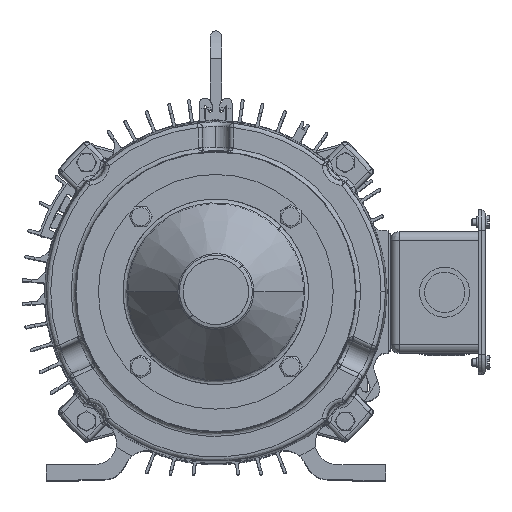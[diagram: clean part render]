
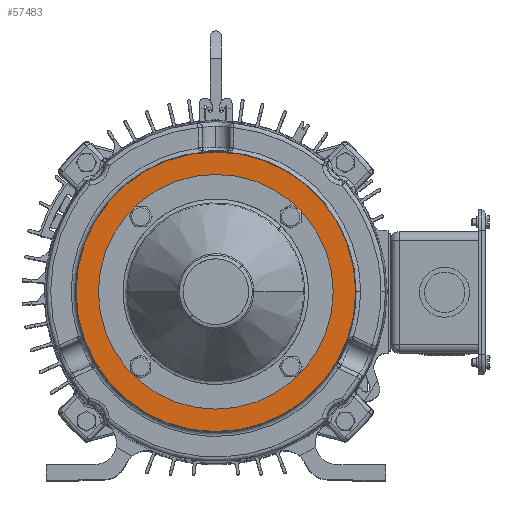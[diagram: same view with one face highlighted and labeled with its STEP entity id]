
A CAD part, top view. The second image highlights one B-rep face of the part: STEP entity #57483.
In plain terms, the highlighted planar face has unit normal (0, 0, 1).
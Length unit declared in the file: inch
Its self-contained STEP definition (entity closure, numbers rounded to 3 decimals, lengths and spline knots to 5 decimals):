
#128 = ORIENTED_EDGE ( 'NONE', *, *, #33864, .F. ) ;
#1483 = AXIS2_PLACEMENT_3D ( 'NONE', #34629, #3903, #52956 ) ;
#1639 = CARTESIAN_POINT ( 'NONE',  ( 1.92113, 2.07713, 1.1617 ) ) ;
#3903 = DIRECTION ( 'NONE',  ( 0., 0., 1. ) ) ;
#4131 = EDGE_CURVE ( 'NONE', #92269, #66536, #128744, .T. ) ;
#6005 = CARTESIAN_POINT ( 'NONE',  ( -3.87113, 0., 1.1617 ) ) ;
#7011 = CARTESIAN_POINT ( 'NONE',  ( 2.07713, -2.07713, 1.1617 ) ) ;
#10278 = EDGE_CURVE ( 'NONE', #13075, #90220, #158435, .T. ) ;
#11111 = VERTEX_POINT ( 'NONE', #83398 ) ;
#13075 = VERTEX_POINT ( 'NONE', #13574 ) ;
#13574 = CARTESIAN_POINT ( 'NONE',  ( -2.24925, 0., 1.1617 ) ) ;
#14133 = DIRECTION ( 'NONE',  ( 0., 0., 1. ) ) ;
#14360 = DIRECTION ( 'NONE',  ( 1., 0., 0. ) ) ;
#15684 = FACE_BOUND ( 'NONE', #145633, .T. ) ;
#16412 = CIRCLE ( 'NONE', #103418, 0.156 ) ;
#16426 = CARTESIAN_POINT ( 'NONE',  ( 0., 0., 1.1617 ) ) ;
#17058 = CARTESIAN_POINT ( 'NONE',  ( 1.92113, -2.07713, 1.1617 ) ) ;
#17111 = ORIENTED_EDGE ( 'NONE', *, *, #10278, .F. ) ;
#17602 = EDGE_CURVE ( 'NONE', #67080, #40141, #43208, .T. ) ;
#19534 = FACE_BOUND ( 'NONE', #57204, .T. ) ;
#20856 = CARTESIAN_POINT ( 'NONE',  ( -2.07713, -2.07713, 1.1617 ) ) ;
#21274 = EDGE_CURVE ( 'NONE', #90220, #13075, #87251, .T. ) ;
#23077 = AXIS2_PLACEMENT_3D ( 'NONE', #44259, #130202, #117255 ) ;
#26311 = VERTEX_POINT ( 'NONE', #101320 ) ;
#27224 = DIRECTION ( 'NONE',  ( 0., 0., 1. ) ) ;
#27397 = EDGE_LOOP ( 'NONE', ( #83736, #17111 ) ) ;
#29273 = CIRCLE ( 'NONE', #53296, 0.156 ) ;
#30423 = DIRECTION ( 'NONE',  ( 0., 0., -1. ) ) ;
#30795 = VERTEX_POINT ( 'NONE', #56013 ) ;
#31227 = DIRECTION ( 'NONE',  ( 1., 0., 0. ) ) ;
#32625 = CARTESIAN_POINT ( 'NONE',  ( 0., 4.5734, 1.1617 ) ) ;
#33864 = EDGE_CURVE ( 'NONE', #49629, #11111, #112901, .T. ) ;
#34629 = CARTESIAN_POINT ( 'NONE',  ( 2.07713, -2.07713, 1.1617 ) ) ;
#36112 = VERTEX_POINT ( 'NONE', #1639 ) ;
#37285 = ORIENTED_EDGE ( 'NONE', *, *, #93870, .F. ) ;
#38190 = ORIENTED_EDGE ( 'NONE', *, *, #119566, .F. ) ;
#38592 = CARTESIAN_POINT ( 'NONE',  ( 2.07713, 2.07713, 1.1617 ) ) ;
#40141 = VERTEX_POINT ( 'NONE', #68805 ) ;
#40529 = FACE_BOUND ( 'NONE', #130333, .T. ) ;
#40721 = AXIS2_PLACEMENT_3D ( 'NONE', #88014, #14133, #74029 ) ;
#42361 = ORIENTED_EDGE ( 'NONE', *, *, #4131, .F. ) ;
#43208 = CIRCLE ( 'NONE', #140328, 3.87113 ) ;
#43397 = CARTESIAN_POINT ( 'NONE',  ( 2.24925, 0., 1.1617 ) ) ;
#44259 = CARTESIAN_POINT ( 'NONE',  ( 2.07713, 2.07713, 1.1617 ) ) ;
#44956 = DIRECTION ( 'NONE',  ( 0., 0., -1. ) ) ;
#46021 = PLANE ( 'NONE',  #144083 ) ;
#46185 = CIRCLE ( 'NONE', #66831, 0.156 ) ;
#49629 = VERTEX_POINT ( 'NONE', #17058 ) ;
#52956 = DIRECTION ( 'NONE',  ( 1., 0., 0. ) ) ;
#52966 = ORIENTED_EDGE ( 'NONE', *, *, #77129, .F. ) ;
#53043 = AXIS2_PLACEMENT_3D ( 'NONE', #20856, #130476, #142350 ) ;
#53296 = AXIS2_PLACEMENT_3D ( 'NONE', #94673, #55880, #142287 ) ;
#55880 = DIRECTION ( 'NONE',  ( 0., 0., 1. ) ) ;
#56013 = CARTESIAN_POINT ( 'NONE',  ( -1.92113, 2.07713, 1.1617 ) ) ;
#57204 = EDGE_LOOP ( 'NONE', ( #106772, #42361 ) ) ;
#57483 = ADVANCED_FACE ( 'NONE', ( #19534, #146987, #121881, #15684, #63828, #40529 ), #46021, .F. ) ;
#61559 = DIRECTION ( 'NONE',  ( 0., 0., 1. ) ) ;
#63198 = VERTEX_POINT ( 'NONE', #149849 ) ;
#63828 = FACE_BOUND ( 'NONE', #100844, .T. ) ;
#66250 = DIRECTION ( 'NONE',  ( 0., 0., -1. ) ) ;
#66536 = VERTEX_POINT ( 'NONE', #143786 ) ;
#66831 = AXIS2_PLACEMENT_3D ( 'NONE', #38592, #138454, #14360 ) ;
#67080 = VERTEX_POINT ( 'NONE', #6005 ) ;
#68764 = DIRECTION ( 'NONE',  ( 1., 0., 0. ) ) ;
#68805 = CARTESIAN_POINT ( 'NONE',  ( 3.87113, 0., 1.1617 ) ) ;
#72743 = EDGE_CURVE ( 'NONE', #66536, #92269, #16412, .T. ) ;
#74029 = DIRECTION ( 'NONE',  ( 1., 0., 0. ) ) ;
#74502 = EDGE_CURVE ( 'NONE', #26311, #36112, #124215, .T. ) ;
#77129 = EDGE_CURVE ( 'NONE', #63198, #30795, #29273, .T. ) ;
#78660 = DIRECTION ( 'NONE',  ( 1., 0., 0. ) ) ;
#78673 = CIRCLE ( 'NONE', #80486, 3.87113 ) ;
#80486 = AXIS2_PLACEMENT_3D ( 'NONE', #81156, #30423, #68764 ) ;
#81156 = CARTESIAN_POINT ( 'NONE',  ( 0., 0., 1.1617 ) ) ;
#82134 = CARTESIAN_POINT ( 'NONE',  ( 0., 0., 1.1617 ) ) ;
#83398 = CARTESIAN_POINT ( 'NONE',  ( 2.23313, -2.07713, 1.1617 ) ) ;
#83736 = ORIENTED_EDGE ( 'NONE', *, *, #21274, .F. ) ;
#84771 = DIRECTION ( 'NONE',  ( 1., 0., 0. ) ) ;
#87251 = CIRCLE ( 'NONE', #94240, 2.24925 ) ;
#87821 = ORIENTED_EDGE ( 'NONE', *, *, #74502, .F. ) ;
#88014 = CARTESIAN_POINT ( 'NONE',  ( -2.07713, 2.07713, 1.1617 ) ) ;
#90220 = VERTEX_POINT ( 'NONE', #43397 ) ;
#91553 = DIRECTION ( 'NONE',  ( 1., 0., 0. ) ) ;
#92269 = VERTEX_POINT ( 'NONE', #143885 ) ;
#92899 = AXIS2_PLACEMENT_3D ( 'NONE', #7011, #106265, #31227 ) ;
#93870 = EDGE_CURVE ( 'NONE', #40141, #67080, #78673, .T. ) ;
#94240 = AXIS2_PLACEMENT_3D ( 'NONE', #82134, #61559, #84771 ) ;
#94673 = CARTESIAN_POINT ( 'NONE',  ( -2.07713, 2.07713, 1.1617 ) ) ;
#97574 = ORIENTED_EDGE ( 'NONE', *, *, #17602, .F. ) ;
#100844 = EDGE_LOOP ( 'NONE', ( #140067, #128 ) ) ;
#101320 = CARTESIAN_POINT ( 'NONE',  ( 2.23313, 2.07713, 1.1617 ) ) ;
#103195 = CIRCLE ( 'NONE', #1483, 0.156 ) ;
#103418 = AXIS2_PLACEMENT_3D ( 'NONE', #114336, #151073, #78660 ) ;
#106265 = DIRECTION ( 'NONE',  ( 0., 0., 1. ) ) ;
#106455 = EDGE_LOOP ( 'NONE', ( #37285, #97574 ) ) ;
#106772 = ORIENTED_EDGE ( 'NONE', *, *, #72743, .F. ) ;
#112901 = CIRCLE ( 'NONE', #92899, 0.156 ) ;
#113340 = EDGE_CURVE ( 'NONE', #30795, #63198, #135543, .T. ) ;
#113603 = DIRECTION ( 'NONE',  ( 1., 0., 0. ) ) ;
#114336 = CARTESIAN_POINT ( 'NONE',  ( -2.07713, -2.07713, 1.1617 ) ) ;
#117255 = DIRECTION ( 'NONE',  ( 1., 0., 0. ) ) ;
#119566 = EDGE_CURVE ( 'NONE', #36112, #26311, #46185, .T. ) ;
#121881 = FACE_BOUND ( 'NONE', #27397, .T. ) ;
#124215 = CIRCLE ( 'NONE', #23077, 0.156 ) ;
#124257 = ORIENTED_EDGE ( 'NONE', *, *, #113340, .F. ) ;
#127168 = AXIS2_PLACEMENT_3D ( 'NONE', #16426, #27224, #113603 ) ;
#128744 = CIRCLE ( 'NONE', #53043, 0.156 ) ;
#129930 = CARTESIAN_POINT ( 'NONE',  ( 0., 0., 1.1617 ) ) ;
#130202 = DIRECTION ( 'NONE',  ( 0., 0., 1. ) ) ;
#130333 = EDGE_LOOP ( 'NONE', ( #87821, #38190 ) ) ;
#130476 = DIRECTION ( 'NONE',  ( 0., 0., 1. ) ) ;
#135543 = CIRCLE ( 'NONE', #40721, 0.156 ) ;
#138454 = DIRECTION ( 'NONE',  ( 0., 0., 1. ) ) ;
#140067 = ORIENTED_EDGE ( 'NONE', *, *, #140486, .F. ) ;
#140328 = AXIS2_PLACEMENT_3D ( 'NONE', #129930, #66250, #91553 ) ;
#140486 = EDGE_CURVE ( 'NONE', #11111, #49629, #103195, .T. ) ;
#142287 = DIRECTION ( 'NONE',  ( 1., 0., 0. ) ) ;
#142350 = DIRECTION ( 'NONE',  ( 1., 0., 0. ) ) ;
#143786 = CARTESIAN_POINT ( 'NONE',  ( -1.92113, -2.07713, 1.1617 ) ) ;
#143885 = CARTESIAN_POINT ( 'NONE',  ( -2.23313, -2.07713, 1.1617 ) ) ;
#144083 = AXIS2_PLACEMENT_3D ( 'NONE', #32625, #44956, #156266 ) ;
#145633 = EDGE_LOOP ( 'NONE', ( #124257, #52966 ) ) ;
#146987 = FACE_OUTER_BOUND ( 'NONE', #106455, .T. ) ;
#149849 = CARTESIAN_POINT ( 'NONE',  ( -2.23313, 2.07713, 1.1617 ) ) ;
#151073 = DIRECTION ( 'NONE',  ( 0., 0., 1. ) ) ;
#156266 = DIRECTION ( 'NONE',  ( -1., 0., 0. ) ) ;
#158435 = CIRCLE ( 'NONE', #127168, 2.24925 ) ;
